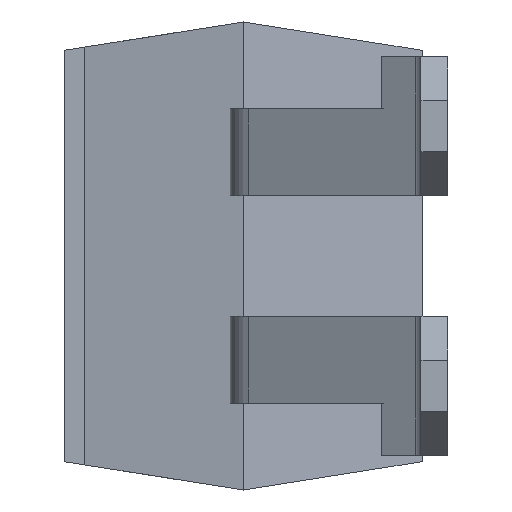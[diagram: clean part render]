
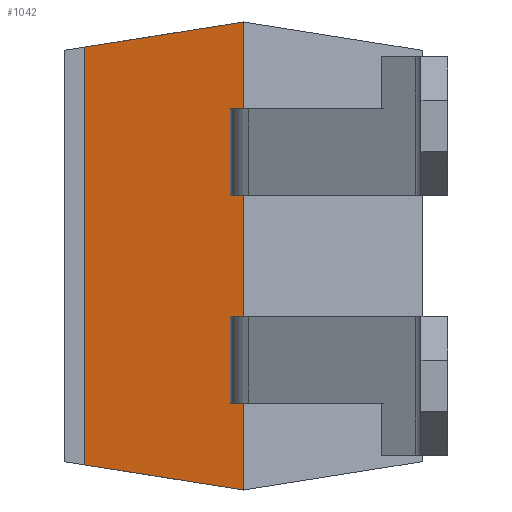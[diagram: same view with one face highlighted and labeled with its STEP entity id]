
A CAD part, left-side view. The second image highlights one B-rep face of the part: STEP entity #1042.
In plain terms, the highlighted planar face has unit normal (-0.988, 0.156, 0).
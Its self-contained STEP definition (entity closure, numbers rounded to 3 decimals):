
#57 = VECTOR ( 'NONE', #2413, 1000. ) ;
#126 = DIRECTION ( 'NONE',  ( -0.156, -0.988, 0. ) ) ;
#290 = ORIENTED_EDGE ( 'NONE', *, *, #939, .F. ) ;
#318 = LINE ( 'NONE', #4062, #57 ) ;
#331 = CARTESIAN_POINT ( 'NONE',  ( -3.141, 0.691, -2.181 ) ) ;
#448 = AXIS2_PLACEMENT_3D ( 'NONE', #2762, #1432, #126 ) ;
#465 = CARTESIAN_POINT ( 'NONE',  ( -3.005, 1.55, 2.045 ) ) ;
#517 = VECTOR ( 'NONE', #661, 1000. ) ;
#595 = ORIENTED_EDGE ( 'NONE', *, *, #3011, .T. ) ;
#661 = DIRECTION ( 'NONE',  ( -0.155, -0.976, -0.155 ) ) ;
#824 = DIRECTION ( 'NONE',  ( -0.155, -0.976, 0.155 ) ) ;
#904 = CARTESIAN_POINT ( 'NONE',  ( -3.005, 1.55, -2.045 ) ) ;
#922 = CARTESIAN_POINT ( 'NONE',  ( -3.25, 0., 2.29 ) ) ;
#939 = EDGE_CURVE ( 'NONE', #3947, #3802, #4049, .T. ) ;
#1042 = ADVANCED_FACE ( 'NONE', ( #2928 ), #4141, .T. ) ;
#1420 = LINE ( 'NONE', #331, #517 ) ;
#1432 = DIRECTION ( 'NONE',  ( -0.988, 0.156, 0. ) ) ;
#1620 = EDGE_LOOP ( 'NONE', ( #2467, #3317, #595, #290 ) ) ;
#1883 = EDGE_CURVE ( 'NONE', #2982, #3947, #318, .T. ) ;
#1952 = CARTESIAN_POINT ( 'NONE',  ( -3.25, 0., -2.29 ) ) ;
#2080 = VECTOR ( 'NONE', #824, 1000. ) ;
#2413 = DIRECTION ( 'NONE',  ( 0., 0., 1. ) ) ;
#2467 = ORIENTED_EDGE ( 'NONE', *, *, #1883, .F. ) ;
#2762 = CARTESIAN_POINT ( 'NONE',  ( -3.25, 0., 2.29 ) ) ;
#2928 = FACE_OUTER_BOUND ( 'NONE', #1620, .T. ) ;
#2982 = VERTEX_POINT ( 'NONE', #904 ) ;
#3011 = EDGE_CURVE ( 'NONE', #4133, #3802, #3457, .T. ) ;
#3153 = EDGE_CURVE ( 'NONE', #2982, #4133, #1420, .T. ) ;
#3189 = VECTOR ( 'NONE', #4333, 1000. ) ;
#3202 = CARTESIAN_POINT ( 'NONE',  ( -3.095, 0.98, 2.135 ) ) ;
#3317 = ORIENTED_EDGE ( 'NONE', *, *, #3153, .T. ) ;
#3457 = LINE ( 'NONE', #922, #3189 ) ;
#3765 = CARTESIAN_POINT ( 'NONE',  ( -3.25, 0., 2.29 ) ) ;
#3802 = VERTEX_POINT ( 'NONE', #3765 ) ;
#3947 = VERTEX_POINT ( 'NONE', #465 ) ;
#4049 = LINE ( 'NONE', #3202, #2080 ) ;
#4062 = CARTESIAN_POINT ( 'NONE',  ( -3.005, 1.55, 2.29 ) ) ;
#4133 = VERTEX_POINT ( 'NONE', #1952 ) ;
#4141 = PLANE ( 'NONE',  #448 ) ;
#4333 = DIRECTION ( 'NONE',  ( 0., 0., 1. ) ) ;
